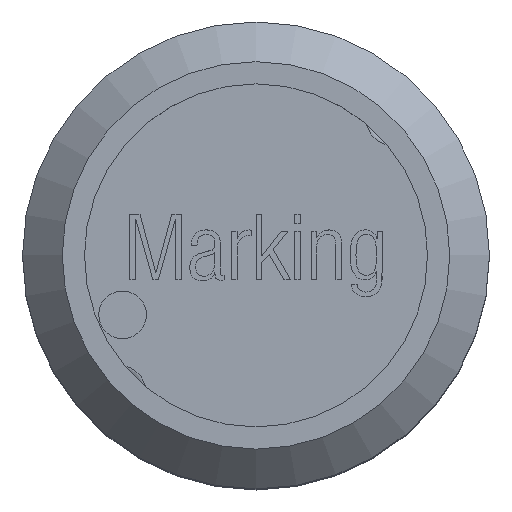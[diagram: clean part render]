
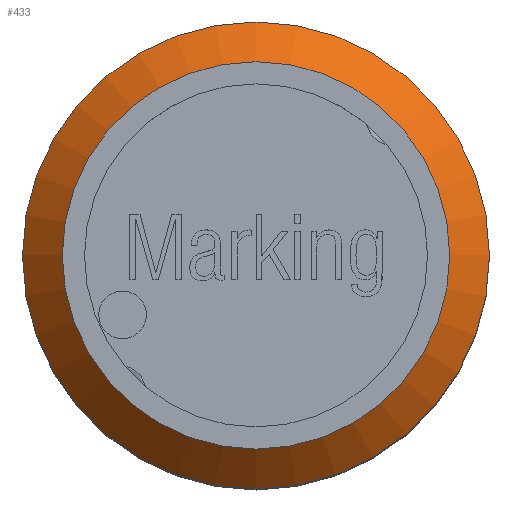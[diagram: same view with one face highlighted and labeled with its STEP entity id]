
A CAD part, top view. The second image highlights one B-rep face of the part: STEP entity #433.
In plain terms, the highlighted conical face has half-angle 45 degrees and reference radius 2.45 mm.
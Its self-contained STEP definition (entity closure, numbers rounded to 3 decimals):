
#433 = ADVANCED_FACE( '', ( #1017, #1018 ), #1019, .T. );
#1017 = FACE_BOUND( '', #5003, .T. );
#1018 = FACE_OUTER_BOUND( '', #5004, .T. );
#1019 = CONICAL_SURFACE( '', #5005, 2.45, 0.785 );
#5003 = EDGE_LOOP( '', ( #6546 ) );
#5004 = EDGE_LOOP( '', ( #6547 ) );
#5005 = AXIS2_PLACEMENT_3D( '', #6548, #6549, #6550 );
#6546 = ORIENTED_EDGE( '', *, *, #7643, .T. );
#6547 = ORIENTED_EDGE( '', *, *, #8005, .F. );
#6548 = CARTESIAN_POINT( '', ( 0., 0., 4.783 ) );
#6549 = DIRECTION( '', ( 0., 0., -1. ) );
#6550 = DIRECTION( '', ( -1., 0., 0. ) );
#7643 = EDGE_CURVE( '', #8378, #8378, #8379, .T. );
#8005 = EDGE_CURVE( '', #8963, #8963, #8964, .T. );
#8378 = VERTEX_POINT( '', #9494 );
#8379 = CIRCLE( '', #9495, 2.033 );
#8963 = VERTEX_POINT( '', #10876 );
#8964 = CIRCLE( '', #10877, 2.45 );
#9494 = CARTESIAN_POINT( '', ( -2.033, 0., 5.2 ) );
#9495 = AXIS2_PLACEMENT_3D( '', #11785, #11786, #11787 );
#10876 = CARTESIAN_POINT( '', ( -2.45, 0., 4.783 ) );
#10877 = AXIS2_PLACEMENT_3D( '', #12051, #12052, #12053 );
#11785 = CARTESIAN_POINT( '', ( 0., 0., 5.2 ) );
#11786 = DIRECTION( '', ( 0., 0., -1. ) );
#11787 = DIRECTION( '', ( -1., 0., 0. ) );
#12051 = CARTESIAN_POINT( '', ( 0., 0., 4.783 ) );
#12052 = DIRECTION( '', ( 0., 0., -1. ) );
#12053 = DIRECTION( '', ( -1., 0., 0. ) );
